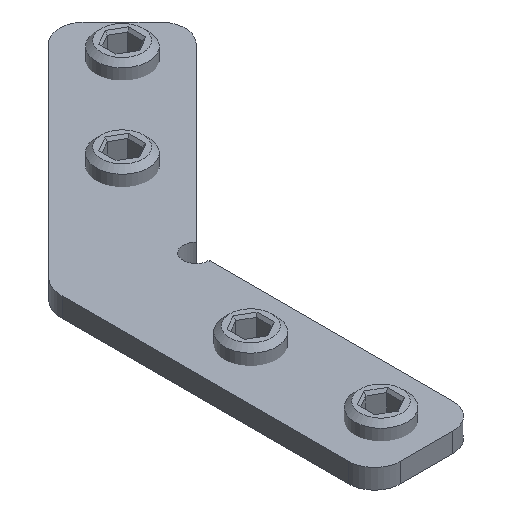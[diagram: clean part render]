
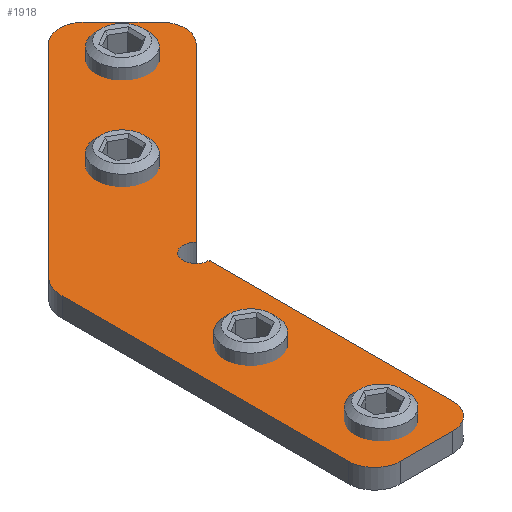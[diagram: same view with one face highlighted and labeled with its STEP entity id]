
A CAD part, isometric view. The second image highlights one B-rep face of the part: STEP entity #1918.
In plain terms, the highlighted planar face has unit normal (0, 0, 1).
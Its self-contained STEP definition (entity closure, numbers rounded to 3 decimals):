
#81=FACE_BOUND('',#704,.T.);
#82=FACE_BOUND('',#705,.T.);
#83=FACE_BOUND('',#706,.T.);
#84=FACE_BOUND('',#707,.T.);
#251=LINE('',#3258,#442);
#256=LINE('',#3271,#447);
#260=LINE('',#3283,#451);
#264=LINE('',#3295,#455);
#267=LINE('',#3301,#458);
#271=LINE('',#3313,#462);
#275=LINE('',#3325,#466);
#442=VECTOR('',#2702,1000.);
#447=VECTOR('',#2715,1000.);
#451=VECTOR('',#2727,1000.);
#455=VECTOR('',#2739,1000.);
#458=VECTOR('',#2744,1000.);
#462=VECTOR('',#2756,1000.);
#466=VECTOR('',#2768,1000.);
#584=FACE_OUTER_BOUND('',#703,.T.);
#703=EDGE_LOOP('',(#1682,#1683,#1684,#1685,#1686,#1687,#1688,#1689,#1690,
#1691,#1692,#1693,#1694));
#704=EDGE_LOOP('',(#1695));
#705=EDGE_LOOP('',(#1696));
#706=EDGE_LOOP('',(#1697));
#707=EDGE_LOOP('',(#1698));
#762=CIRCLE('',#2197,4.);
#764=CIRCLE('',#2201,4.);
#766=CIRCLE('',#2205,2.);
#768=CIRCLE('',#2210,4.);
#770=CIRCLE('',#2214,4.);
#771=CIRCLE('',#2217,3.4);
#773=CIRCLE('',#2220,3.4);
#775=CIRCLE('',#2223,3.4);
#777=CIRCLE('',#2226,3.4);
#780=CIRCLE('',#2230,5.);
#907=VERTEX_POINT('',#3255);
#908=VERTEX_POINT('',#3257);
#910=VERTEX_POINT('',#3263);
#912=VERTEX_POINT('',#3269);
#914=VERTEX_POINT('',#3275);
#916=VERTEX_POINT('',#3281);
#918=VERTEX_POINT('',#3287);
#920=VERTEX_POINT('',#3293);
#922=VERTEX_POINT('',#3299);
#924=VERTEX_POINT('',#3305);
#926=VERTEX_POINT('',#3311);
#928=VERTEX_POINT('',#3317);
#930=VERTEX_POINT('',#3323);
#931=VERTEX_POINT('',#3327);
#933=VERTEX_POINT('',#3333);
#935=VERTEX_POINT('',#3339);
#937=VERTEX_POINT('',#3345);
#1149=EDGE_CURVE('',#908,#907,#251,.T.);
#1153=EDGE_CURVE('',#907,#910,#762,.T.);
#1156=EDGE_CURVE('',#910,#912,#256,.T.);
#1159=EDGE_CURVE('',#912,#914,#764,.T.);
#1162=EDGE_CURVE('',#914,#916,#260,.T.);
#1165=EDGE_CURVE('',#918,#916,#766,.T.);
#1168=EDGE_CURVE('',#918,#920,#264,.T.);
#1171=EDGE_CURVE('',#920,#922,#267,.T.);
#1174=EDGE_CURVE('',#922,#924,#768,.T.);
#1177=EDGE_CURVE('',#924,#926,#271,.T.);
#1180=EDGE_CURVE('',#926,#928,#770,.T.);
#1183=EDGE_CURVE('',#928,#930,#275,.T.);
#1184=EDGE_CURVE('',#931,#931,#771,.T.);
#1187=EDGE_CURVE('',#933,#933,#773,.T.);
#1190=EDGE_CURVE('',#935,#935,#775,.T.);
#1193=EDGE_CURVE('',#937,#937,#777,.T.);
#1197=EDGE_CURVE('',#930,#908,#780,.T.);
#1682=ORIENTED_EDGE('',*,*,#1149,.T.);
#1683=ORIENTED_EDGE('',*,*,#1153,.T.);
#1684=ORIENTED_EDGE('',*,*,#1156,.T.);
#1685=ORIENTED_EDGE('',*,*,#1159,.T.);
#1686=ORIENTED_EDGE('',*,*,#1162,.T.);
#1687=ORIENTED_EDGE('',*,*,#1165,.F.);
#1688=ORIENTED_EDGE('',*,*,#1168,.T.);
#1689=ORIENTED_EDGE('',*,*,#1171,.T.);
#1690=ORIENTED_EDGE('',*,*,#1174,.T.);
#1691=ORIENTED_EDGE('',*,*,#1177,.T.);
#1692=ORIENTED_EDGE('',*,*,#1180,.T.);
#1693=ORIENTED_EDGE('',*,*,#1183,.T.);
#1694=ORIENTED_EDGE('',*,*,#1197,.T.);
#1695=ORIENTED_EDGE('',*,*,#1193,.F.);
#1696=ORIENTED_EDGE('',*,*,#1190,.F.);
#1697=ORIENTED_EDGE('',*,*,#1187,.F.);
#1698=ORIENTED_EDGE('',*,*,#1184,.F.);
#1803=PLANE('',#2231);
#1918=ADVANCED_FACE('',(#584,#81,#82,#83,#84),#1803,.T.);
#2197=AXIS2_PLACEMENT_3D('',#3265,#2709,#2710);
#2201=AXIS2_PLACEMENT_3D('',#3277,#2721,#2722);
#2205=AXIS2_PLACEMENT_3D('',#3289,#2733,#2734);
#2210=AXIS2_PLACEMENT_3D('',#3307,#2750,#2751);
#2214=AXIS2_PLACEMENT_3D('',#3319,#2762,#2763);
#2217=AXIS2_PLACEMENT_3D('',#3328,#2771,#2772);
#2220=AXIS2_PLACEMENT_3D('',#3334,#2778,#2779);
#2223=AXIS2_PLACEMENT_3D('',#3340,#2785,#2786);
#2226=AXIS2_PLACEMENT_3D('',#3346,#2792,#2793);
#2230=AXIS2_PLACEMENT_3D('',#3352,#2801,#2802);
#2231=AXIS2_PLACEMENT_3D('',#3353,#2803,#2804);
#2702=DIRECTION('',(0.,-1.,0.));
#2709=DIRECTION('center_axis',(0.,0.,1.));
#2710=DIRECTION('ref_axis',(1.,0.,0.));
#2715=DIRECTION('',(1.,0.,0.));
#2721=DIRECTION('center_axis',(0.,0.,1.));
#2722=DIRECTION('ref_axis',(1.,0.,0.));
#2727=DIRECTION('',(0.,1.,0.));
#2733=DIRECTION('center_axis',(0.,0.,1.));
#2734=DIRECTION('ref_axis',(1.,0.,0.));
#2739=DIRECTION('',(0.707,0.707,0.));
#2744=DIRECTION('',(0.707,0.707,0.));
#2750=DIRECTION('center_axis',(0.,0.,1.));
#2751=DIRECTION('ref_axis',(1.,0.,0.));
#2756=DIRECTION('',(-0.707,0.707,0.));
#2762=DIRECTION('center_axis',(0.,0.,1.));
#2763=DIRECTION('ref_axis',(1.,0.,0.));
#2768=DIRECTION('',(-0.707,-0.707,0.));
#2771=DIRECTION('center_axis',(0.,0.,1.));
#2772=DIRECTION('ref_axis',(1.,0.,0.));
#2778=DIRECTION('center_axis',(0.,0.,1.));
#2779=DIRECTION('ref_axis',(1.,0.,0.));
#2785=DIRECTION('center_axis',(0.,0.,1.));
#2786=DIRECTION('ref_axis',(1.,0.,0.));
#2792=DIRECTION('center_axis',(0.,0.,1.));
#2793=DIRECTION('ref_axis',(1.,0.,0.));
#2801=DIRECTION('center_axis',(0.,0.,1.));
#2802=DIRECTION('ref_axis',(1.,0.,0.));
#2803=DIRECTION('center_axis',(0.,0.,1.));
#2804=DIRECTION('ref_axis',(1.,0.,0.));
#3255=CARTESIAN_POINT('',(0.,4.,3.));
#3257=CARTESIAN_POINT('',(0.,47.929,3.));
#3258=CARTESIAN_POINT('',(0.,47.929,3.));
#3263=CARTESIAN_POINT('',(4.,0.,3.));
#3265=CARTESIAN_POINT('Origin',(4.,4.,3.));
#3269=CARTESIAN_POINT('',(12.,0.,3.));
#3271=CARTESIAN_POINT('',(4.,0.,3.));
#3275=CARTESIAN_POINT('',(16.,4.,3.));
#3277=CARTESIAN_POINT('Origin',(12.,4.,3.));
#3281=CARTESIAN_POINT('',(16.,41.373,3.));
#3283=CARTESIAN_POINT('',(16.,4.,3.));
#3287=CARTESIAN_POINT('',(17.414,44.787,3.));
#3289=CARTESIAN_POINT('Origin',(16.,43.373,3.));
#3293=CARTESIAN_POINT('',(43.142,70.515,3.));
#3295=CARTESIAN_POINT('',(17.414,44.787,3.));
#3299=CARTESIAN_POINT('',(43.842,71.215,3.));
#3301=CARTESIAN_POINT('',(43.142,70.515,3.));
#3305=CARTESIAN_POINT('',(43.841,76.87,3.));
#3307=CARTESIAN_POINT('Origin',(41.012,74.042,3.));
#3311=CARTESIAN_POINT('',(38.184,82.528,3.));
#3313=CARTESIAN_POINT('',(43.841,76.87,3.));
#3317=CARTESIAN_POINT('',(32.455,82.455,3.));
#3319=CARTESIAN_POINT('Origin',(35.355,79.7,3.));
#3323=CARTESIAN_POINT('',(1.464,51.464,3.));
#3325=CARTESIAN_POINT('',(32.455,82.455,3.));
#3327=CARTESIAN_POINT('',(39.46,74.749,3.));
#3328=CARTESIAN_POINT('Origin',(36.06,74.749,3.));
#3333=CARTESIAN_POINT('',(25.32,60.607,3.));
#3334=CARTESIAN_POINT('Origin',(21.92,60.607,3.));
#3339=CARTESIAN_POINT('',(11.4,7.,3.));
#3340=CARTESIAN_POINT('Origin',(8.,7.,3.));
#3345=CARTESIAN_POINT('',(11.4,27.,3.));
#3346=CARTESIAN_POINT('Origin',(8.,27.,3.));
#3352=CARTESIAN_POINT('Origin',(5.,47.929,3.));
#3353=CARTESIAN_POINT('Origin',(4.,4.,3.));
